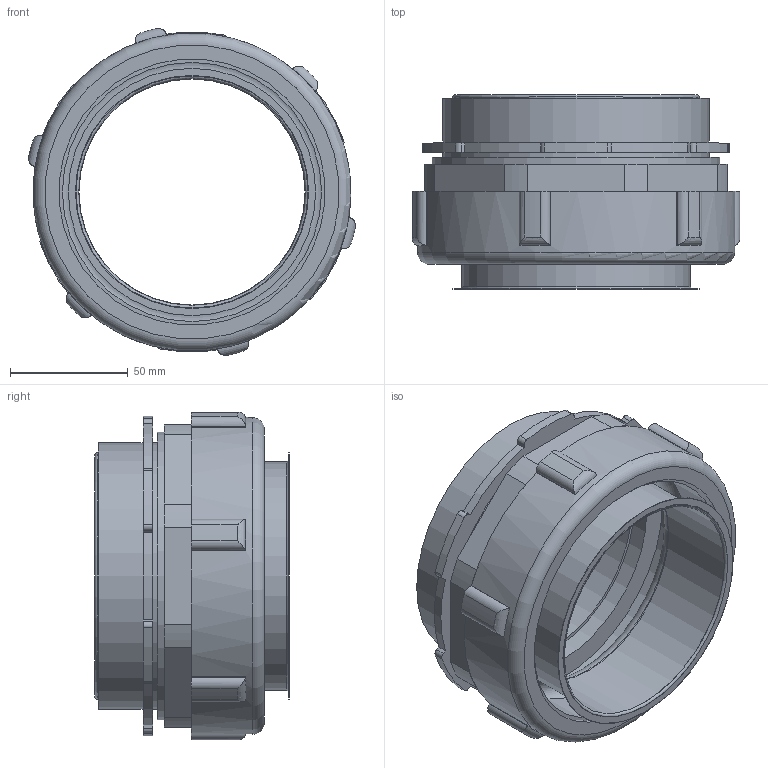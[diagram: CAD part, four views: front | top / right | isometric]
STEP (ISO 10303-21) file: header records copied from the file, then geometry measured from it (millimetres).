
FILE_DESCRIPTION(('STEP AP203'), '1');
FILE_NAME('Ìóôòà ââîäíàÿ äëÿ ìåòàëëîðóêàâà ÂÌ-100 ãàéêà ïîä ãàçîâûé êëþ÷', '', ('UNSPECIFIED'), ('UNSPECIFIED'), 'ASCON STEP Converter 1.6', 'ASCON Math Kernel', '');
FILE_SCHEMA(('CONFIG_CONTROL_DESIGN'));
Length unit declared in the file: millimetre
Products named in the file (1): -09
Bounding box: 138.93 x 82.5 x 138.93 mm (x, y, z)
Volume: 270171.4 mm3; surface area: 188182.7 mm2
Topology: 7 solids, 7 shells, 141 faces, 367 edges, 247 vertices
Faces by surface type: cylinder 71, plane 53, torus 15, cone 2
Full cylindrical faces by diameter (mm): 96 x1, 96.5 x1, 97 x1, 100 x1, 101 x1, 104.5 x1, 105 x1, 110 x2, 111 x1, 113 x1, 113.03 x1, 116.8 x1, 117.3 x1, 118.5 x1, 120 x1, 122 x2, 122.835 x1, 125 x1, 135 x1
Entity records: 5696 total; most frequent: CARTESIAN_POINT 988, DIRECTION 766, ORIENTED_EDGE 670, EDGE_CURVE 335, AXIS2_PLACEMENT_3D 313, VERTEX_POINT 247, EDGE_LOOP 194, CIRCLE 171
